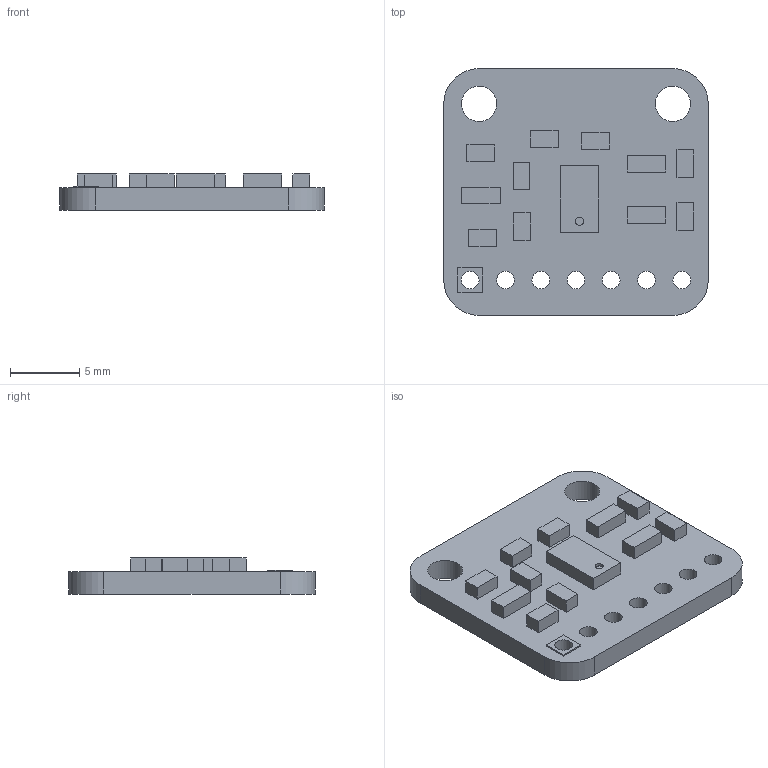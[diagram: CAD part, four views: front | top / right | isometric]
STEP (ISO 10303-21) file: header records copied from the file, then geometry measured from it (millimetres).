
FILE_DESCRIPTION(/* description */ (''),/* implementation_level */ '2;1');
FILE_NAME(/* name */ '1893 Altimeter MLP3115A2.step',/* time_stamp */ '2018-07-07T12:34:48-04:00',/* author */ ('Adafruit'),/* organization */ (''),/* preprocessor_version */ 'ST-DEVELOPER v17',/* originating_system */ 'Autodesk Translation Framework v7.1.0.215',/* authorisation */ '');
FILE_SCHEMA (('AUTOMOTIVE_DESIGN { 1 0 10303 214 3 1 1 }'));
Length unit declared in the file: millimetre
Products named in the file (1): Altimeter MLP3115A2 1893
Bounding box: 19.05 x 17.78 x 2.6 mm (x, y, z)
Volume: 545.5 mm3; surface area: 986.8 mm2
Topology: 13 solids, 13 shells, 98 faces, 210 edges, 140 vertices
Faces by surface type: plane 84, cylinder 14
Full cylindrical faces by diameter (mm): 0.6 x1, 1.27 x7, 2.54 x2
Entity records: 2709 total; most frequent: CARTESIAN_POINT 449, DIRECTION 436, ORIENTED_EDGE 420, EDGE_CURVE 210, LINE 182, VECTOR 182, VERTEX_POINT 140, AXIS2_PLACEMENT_3D 127
